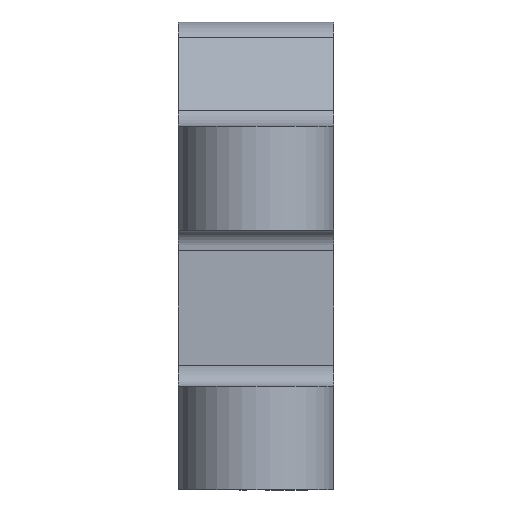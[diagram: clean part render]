
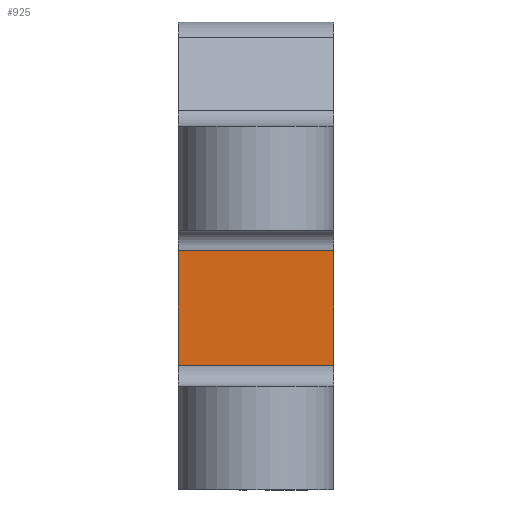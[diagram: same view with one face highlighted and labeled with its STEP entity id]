
A CAD part, left-side view. The second image highlights one B-rep face of the part: STEP entity #925.
In plain terms, the highlighted free-form (B-spline) face has degree [1, 1] with [2, 2] control points.
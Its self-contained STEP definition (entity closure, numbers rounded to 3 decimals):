
#22=LINE('',#1454,#78);
#27=LINE('',#1541,#83);
#34=LINE('',#1606,#90);
#35=LINE('',#1607,#91);
#78=VECTOR('',#1105,1000.);
#83=VECTOR('',#1110,1000.);
#90=VECTOR('',#1121,1000.);
#91=VECTOR('',#1122,1000.);
#134=B_SPLINE_SURFACE_WITH_KNOTS('',1,1,((#1602,#1603),(#1604,#1605)),
 .PLANE_SURF.,.F.,.F.,.F.,(2,2),(2,2),(0.,1.),(0.,1.),.UNSPECIFIED.);
#250=ORIENTED_EDGE('',*,*,#520,.T.);
#251=ORIENTED_EDGE('',*,*,#509,.T.);
#252=ORIENTED_EDGE('',*,*,#521,.F.);
#253=ORIENTED_EDGE('',*,*,#499,.T.);
#499=EDGE_CURVE('',#632,#630,#22,.T.);
#509=EDGE_CURVE('',#639,#641,#27,.T.);
#520=EDGE_CURVE('',#630,#639,#34,.T.);
#521=EDGE_CURVE('',#632,#641,#35,.T.);
#630=VERTEX_POINT('',#1452);
#632=VERTEX_POINT('',#1455);
#639=VERTEX_POINT('',#1529);
#641=VERTEX_POINT('',#1540);
#767=EDGE_LOOP('',(#250,#251,#252,#253));
#833=FACE_BOUND('',#767,.T.);
#925=ADVANCED_FACE('',(#833),#134,.F.);
#1105=DIRECTION('',(0.,1.,0.));
#1110=DIRECTION('',(0.,-1.,0.));
#1121=DIRECTION('',(0.,0.,-1.));
#1122=DIRECTION('',(0.,0.,-1.));
#1452=CARTESIAN_POINT('',(-25.65,7.5,1.071));
#1454=CARTESIAN_POINT('',(-25.65,3.75,1.071));
#1455=CARTESIAN_POINT('',(-25.65,0.,1.071));
#1529=CARTESIAN_POINT('',(-25.65,7.5,-4.429));
#1540=CARTESIAN_POINT('',(-25.65,0.,-4.429));
#1541=CARTESIAN_POINT('',(-25.65,3.75,-4.429));
#1602=CARTESIAN_POINT('',(-25.65,-0.375,1.346));
#1603=CARTESIAN_POINT('',(-25.65,7.875,1.346));
#1604=CARTESIAN_POINT('',(-25.65,-0.375,-4.704));
#1605=CARTESIAN_POINT('',(-25.65,7.875,-4.704));
#1606=CARTESIAN_POINT('',(-25.65,7.5,2.073));
#1607=CARTESIAN_POINT('',(-25.65,0.,2.073));
